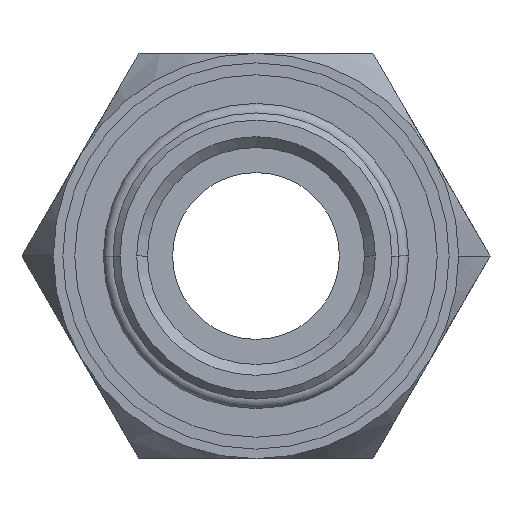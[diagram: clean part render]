
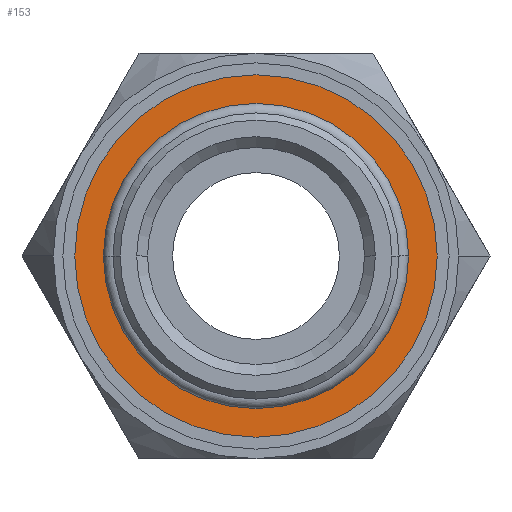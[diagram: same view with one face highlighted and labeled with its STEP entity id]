
A CAD part, front view. The second image highlights one B-rep face of the part: STEP entity #153.
In plain terms, the highlighted planar face has unit normal (0, -1, 0).
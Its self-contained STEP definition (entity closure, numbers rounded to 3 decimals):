
#153=ADVANCED_FACE('',(#325,#326),#327,.T.);
#325=FACE_OUTER_BOUND('',#514,.T.);
#326=FACE_BOUND('',#515,.T.);
#327=PLANE('',#516);
#514=EDGE_LOOP('',(#881,#882));
#515=EDGE_LOOP('',(#883,#884));
#516=AXIS2_PLACEMENT_3D('',#885,#886,#887);
#881=ORIENTED_EDGE('',*,*,#1104,.F.);
#882=ORIENTED_EDGE('',*,*,#1193,.F.);
#883=ORIENTED_EDGE('',*,*,#1160,.T.);
#884=ORIENTED_EDGE('',*,*,#1133,.T.);
#885=CARTESIAN_POINT('',(6.8,4.0,0.0));
#886=DIRECTION('',(-0.0,-1.0,-0.0));
#887=DIRECTION('',(-1.0,0.0,0.0));
#1104=EDGE_CURVE('',#1317,#1320,#1321,.T.);
#1133=EDGE_CURVE('',#1366,#1364,#1367,.T.);
#1160=EDGE_CURVE('',#1364,#1366,#1404,.T.);
#1193=EDGE_CURVE('',#1320,#1317,#1440,.T.);
#1317=VERTEX_POINT('',#1624);
#1320=VERTEX_POINT('',#1628);
#1321=CIRCLE('',#1629,7.6);
#1364=VERTEX_POINT('',#1703);
#1366=VERTEX_POINT('',#1706);
#1367=CIRCLE('',#1707,6.0);
#1404=CIRCLE('',#1772,6.0);
#1440=CIRCLE('',#1847,7.6);
#1624=CARTESIAN_POINT('',(7.6,4.0,0.0));
#1628=CARTESIAN_POINT('',(-7.6,4.0,0.));
#1629=AXIS2_PLACEMENT_3D('',#1976,#1977,#1978);
#1703=CARTESIAN_POINT('',(6.0,4.0,0.0));
#1706=CARTESIAN_POINT('',(-6.0,4.0,0.));
#1707=AXIS2_PLACEMENT_3D('',#2019,#2020,#2021);
#1772=AXIS2_PLACEMENT_3D('',#2064,#2065,#2066);
#1847=AXIS2_PLACEMENT_3D('',#2106,#2107,#2108);
#1976=CARTESIAN_POINT('',(0.0,4.0,0.0));
#1977=DIRECTION('',(-0.0,1.0,0.0));
#1978=DIRECTION('',(1.0,0.0,0.0));
#2019=CARTESIAN_POINT('',(0.0,4.0,0.0));
#2020=DIRECTION('',(-0.0,1.0,0.0));
#2021=DIRECTION('',(1.0,0.0,0.0));
#2064=CARTESIAN_POINT('',(0.0,4.0,0.0));
#2065=DIRECTION('',(-0.0,1.0,0.0));
#2066=DIRECTION('',(1.0,0.0,0.0));
#2106=CARTESIAN_POINT('',(0.0,4.0,0.0));
#2107=DIRECTION('',(-0.0,1.0,0.0));
#2108=DIRECTION('',(1.0,0.0,0.0));
